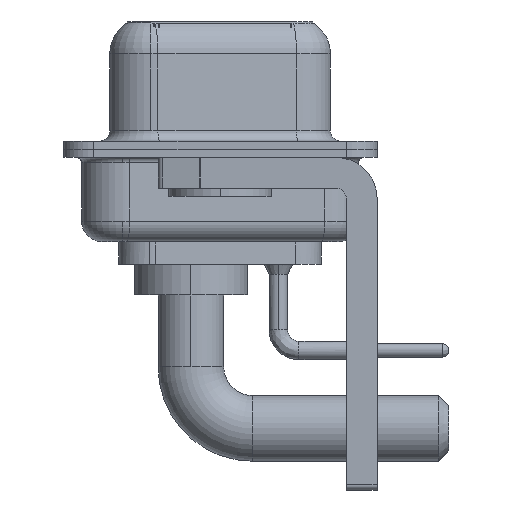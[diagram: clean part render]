
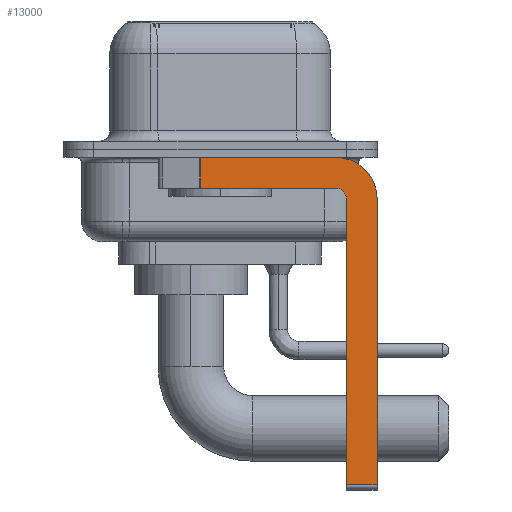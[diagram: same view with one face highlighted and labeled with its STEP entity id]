
A CAD part, left-side view. The second image highlights one B-rep face of the part: STEP entity #13000.
In plain terms, the highlighted planar face has unit normal (-1, 0, 0).
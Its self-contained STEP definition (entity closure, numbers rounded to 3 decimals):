
#219 = DIRECTION ( 'NONE',  ( 1., 0., 0. ) ) ;
#791 = AXIS2_PLACEMENT_3D ( 'NONE', #6557, #9884, #21779 ) ;
#843 = VECTOR ( 'NONE', #12261, 1000. ) ;
#1569 = EDGE_CURVE ( 'NONE', #12466, #13186, #2299, .T. ) ;
#1817 = CIRCLE ( 'NONE', #791, 2. ) ;
#2003 = EDGE_LOOP ( 'NONE', ( #20058, #20605, #11188, #18137, #14821, #18330, #9763, #20472 ) ) ;
#2213 = VERTEX_POINT ( 'NONE', #4272 ) ;
#2299 = CIRCLE ( 'NONE', #20009, 0.5 ) ;
#2307 = DIRECTION ( 'NONE',  ( 0., 0., 1. ) ) ;
#2755 = EDGE_CURVE ( 'NONE', #2213, #13475, #17453, .T. ) ;
#2894 = DIRECTION ( 'NONE',  ( 0., 0., -1. ) ) ;
#3926 = CARTESIAN_POINT ( 'NONE',  ( -2.9, -7.65, -2.4 ) ) ;
#4272 = CARTESIAN_POINT ( 'NONE',  ( -2.9, 0.978, -0.4 ) ) ;
#4931 = CARTESIAN_POINT ( 'NONE',  ( -2.9, -7.65, -16.35 ) ) ;
#5113 = CARTESIAN_POINT ( 'NONE',  ( -2.9, -6.15, -16.35 ) ) ;
#5797 = CARTESIAN_POINT ( 'NONE',  ( -2.9, 0.978, -1.9 ) ) ;
#6194 = EDGE_CURVE ( 'NONE', #6501, #11160, #19199, .T. ) ;
#6501 = VERTEX_POINT ( 'NONE', #5113 ) ;
#6557 = CARTESIAN_POINT ( 'NONE',  ( -2.9, -5.65, -2.4 ) ) ;
#6754 = CARTESIAN_POINT ( 'NONE',  ( -2.9, 0.978, -1.9 ) ) ;
#7003 = DIRECTION ( 'NONE',  ( 0., 0., -1. ) ) ;
#7219 = DIRECTION ( 'NONE',  ( 0., -1., 0. ) ) ;
#7792 = EDGE_CURVE ( 'NONE', #17238, #11318, #1817, .T. ) ;
#8523 = DIRECTION ( 'NONE',  ( 0., 0., -1. ) ) ;
#9763 = ORIENTED_EDGE ( 'NONE', *, *, #13506, .F. ) ;
#9884 = DIRECTION ( 'NONE',  ( 1., 0., 0. ) ) ;
#10078 = CARTESIAN_POINT ( 'NONE',  ( -2.9, -7.65, -2.4 ) ) ;
#10270 = VECTOR ( 'NONE', #19312, 1000. ) ;
#10330 = FACE_OUTER_BOUND ( 'NONE', #2003, .T. ) ;
#10660 = LINE ( 'NONE', #17436, #14647 ) ;
#10715 = LINE ( 'NONE', #12047, #843 ) ;
#11160 = VERTEX_POINT ( 'NONE', #4931 ) ;
#11188 = ORIENTED_EDGE ( 'NONE', *, *, #13957, .F. ) ;
#11318 = VERTEX_POINT ( 'NONE', #3926 ) ;
#11739 = LINE ( 'NONE', #10078, #18242 ) ;
#11803 = AXIS2_PLACEMENT_3D ( 'NONE', #16879, #219, #7003 ) ;
#12047 = CARTESIAN_POINT ( 'NONE',  ( -2.9, -5.65, -1.9 ) ) ;
#12261 = DIRECTION ( 'NONE',  ( 0., 1., 0. ) ) ;
#12466 = VERTEX_POINT ( 'NONE', #15248 ) ;
#12501 = CARTESIAN_POINT ( 'NONE',  ( -2.9, -5.65, -16.35 ) ) ;
#13000 = ADVANCED_FACE ( 'NONE', ( #10330 ), #15328, .F. ) ;
#13019 = DIRECTION ( 'NONE',  ( -1., 0., 0. ) ) ;
#13129 = DIRECTION ( 'NONE',  ( 0., 0., 1. ) ) ;
#13131 = EDGE_CURVE ( 'NONE', #2213, #17238, #10660, .T. ) ;
#13186 = VERTEX_POINT ( 'NONE', #15640 ) ;
#13475 = VERTEX_POINT ( 'NONE', #6754 ) ;
#13506 = EDGE_CURVE ( 'NONE', #11318, #11160, #11739, .T. ) ;
#13722 = VECTOR ( 'NONE', #2307, 1000. ) ;
#13957 = EDGE_CURVE ( 'NONE', #13186, #13475, #10715, .T. ) ;
#14293 = CARTESIAN_POINT ( 'NONE',  ( -2.9, -6.15, -16.6 ) ) ;
#14647 = VECTOR ( 'NONE', #7219, 1000. ) ;
#14821 = ORIENTED_EDGE ( 'NONE', *, *, #16810, .F. ) ;
#15248 = CARTESIAN_POINT ( 'NONE',  ( -2.9, -6.15, -2.4 ) ) ;
#15328 = PLANE ( 'NONE',  #11803 ) ;
#15640 = CARTESIAN_POINT ( 'NONE',  ( -2.9, -5.65, -1.9 ) ) ;
#15930 = CARTESIAN_POINT ( 'NONE',  ( -2.9, -5.65, -0.4 ) ) ;
#16062 = LINE ( 'NONE', #14293, #13722 ) ;
#16810 = EDGE_CURVE ( 'NONE', #6501, #12466, #16062, .T. ) ;
#16879 = CARTESIAN_POINT ( 'NONE',  ( -2.9, -5.65, -2.4 ) ) ;
#17238 = VERTEX_POINT ( 'NONE', #15930 ) ;
#17436 = CARTESIAN_POINT ( 'NONE',  ( -2.9, 3., -0.4 ) ) ;
#17453 = LINE ( 'NONE', #5797, #19747 ) ;
#18037 = CARTESIAN_POINT ( 'NONE',  ( -2.9, -5.65, -2.4 ) ) ;
#18137 = ORIENTED_EDGE ( 'NONE', *, *, #1569, .F. ) ;
#18242 = VECTOR ( 'NONE', #8523, 1000. ) ;
#18330 = ORIENTED_EDGE ( 'NONE', *, *, #6194, .T. ) ;
#19199 = LINE ( 'NONE', #12501, #10270 ) ;
#19312 = DIRECTION ( 'NONE',  ( 0., -1., 0. ) ) ;
#19747 = VECTOR ( 'NONE', #2894, 1000. ) ;
#20009 = AXIS2_PLACEMENT_3D ( 'NONE', #18037, #13019, #13129 ) ;
#20058 = ORIENTED_EDGE ( 'NONE', *, *, #13131, .F. ) ;
#20472 = ORIENTED_EDGE ( 'NONE', *, *, #7792, .F. ) ;
#20605 = ORIENTED_EDGE ( 'NONE', *, *, #2755, .T. ) ;
#21779 = DIRECTION ( 'NONE',  ( 0., 0., -1. ) ) ;
